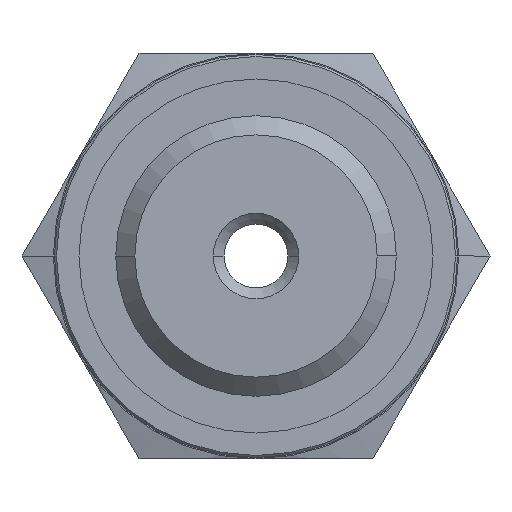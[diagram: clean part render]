
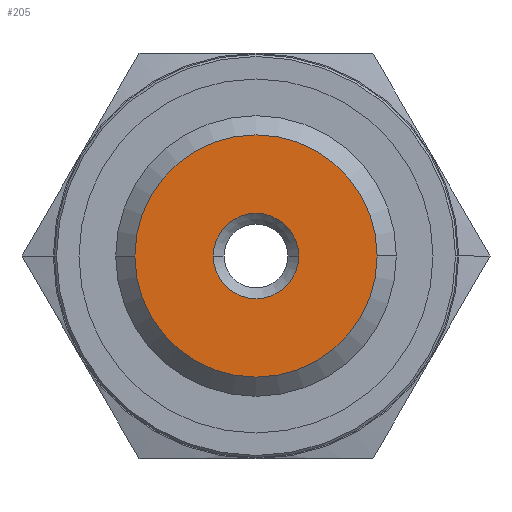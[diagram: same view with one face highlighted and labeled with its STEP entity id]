
A CAD part, left-side view. The second image highlights one B-rep face of the part: STEP entity #205.
In plain terms, the highlighted planar face has unit normal (-1, 0, 0).
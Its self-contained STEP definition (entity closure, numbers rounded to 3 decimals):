
#205 = ADVANCED_FACE( '', ( #469, #470 ), #471, .T. );
#469 = FACE_BOUND( '', #846, .T. );
#470 = FACE_OUTER_BOUND( '', #847, .T. );
#471 = PLANE( '', #848 );
#846 = EDGE_LOOP( '', ( #1682, #1683 ) );
#847 = EDGE_LOOP( '', ( #1684, #1685 ) );
#848 = AXIS2_PLACEMENT_3D( '', #1686, #1687, #1688 );
#1682 = ORIENTED_EDGE( '', *, *, #2653, .F. );
#1683 = ORIENTED_EDGE( '', *, *, #2448, .F. );
#1684 = ORIENTED_EDGE( '', *, *, #2489, .T. );
#1685 = ORIENTED_EDGE( '', *, *, #2654, .T. );
#1686 = CARTESIAN_POINT( '', ( -16.5, 3.839, 0. ) );
#1687 = DIRECTION( '', ( -1., 0., 0. ) );
#1688 = DIRECTION( '', ( 0., 1., 0. ) );
#2448 = EDGE_CURVE( '', #2914, #2910, #2916, .T. );
#2489 = EDGE_CURVE( '', #2986, #2988, #2990, .T. );
#2653 = EDGE_CURVE( '', #2910, #2914, #3256, .T. );
#2654 = EDGE_CURVE( '', #2988, #2986, #3257, .T. );
#2910 = VERTEX_POINT( '', #3598 );
#2914 = VERTEX_POINT( '', #3603 );
#2916 = CIRCLE( '', #3606, 2. );
#2986 = VERTEX_POINT( '', #3698 );
#2988 = VERTEX_POINT( '', #3701 );
#2990 = CIRCLE( '', #3704, 5.679 );
#3256 = CIRCLE( '', #4286, 2. );
#3257 = CIRCLE( '', #4287, 5.679 );
#3598 = CARTESIAN_POINT( '', ( -16.5, 2., 0. ) );
#3603 = CARTESIAN_POINT( '', ( -16.5, -2., 0. ) );
#3606 = AXIS2_PLACEMENT_3D( '', #4977, #4978, #4979 );
#3698 = CARTESIAN_POINT( '', ( -16.5, 5.679, 0. ) );
#3701 = CARTESIAN_POINT( '', ( -16.5, -5.679, 0. ) );
#3704 = AXIS2_PLACEMENT_3D( '', #5052, #5053, #5054 );
#4286 = AXIS2_PLACEMENT_3D( '', #5272, #5273, #5274 );
#4287 = AXIS2_PLACEMENT_3D( '', #5275, #5276, #5277 );
#4977 = CARTESIAN_POINT( '', ( -16.5, 0., 0. ) );
#4978 = DIRECTION( '', ( -1., 0., 0. ) );
#4979 = DIRECTION( '', ( 0., 1., 0. ) );
#5052 = CARTESIAN_POINT( '', ( -16.5, 0., 0. ) );
#5053 = DIRECTION( '', ( -1., 0., 0. ) );
#5054 = DIRECTION( '', ( 0., 1., 0. ) );
#5272 = CARTESIAN_POINT( '', ( -16.5, 0., 0. ) );
#5273 = DIRECTION( '', ( -1., 0., 0. ) );
#5274 = DIRECTION( '', ( 0., 1., 0. ) );
#5275 = CARTESIAN_POINT( '', ( -16.5, 0., 0. ) );
#5276 = DIRECTION( '', ( -1., 0., 0. ) );
#5277 = DIRECTION( '', ( 0., 1., 0. ) );
